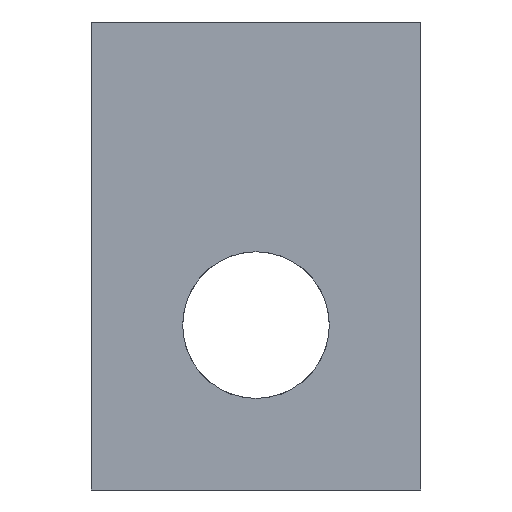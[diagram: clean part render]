
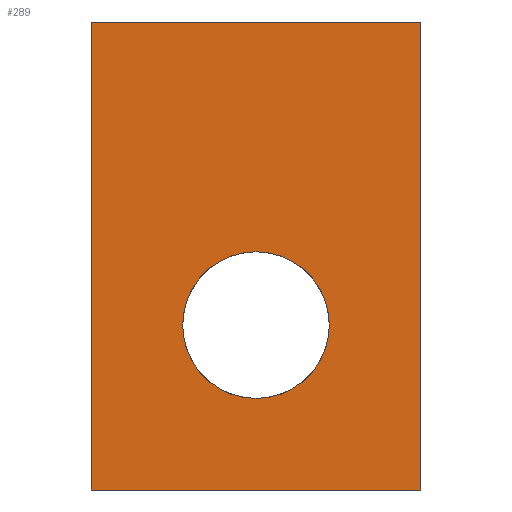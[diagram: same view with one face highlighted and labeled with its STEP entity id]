
A CAD part, left-side view. The second image highlights one B-rep face of the part: STEP entity #289.
In plain terms, the highlighted planar face has unit normal (-1, 0, 0).
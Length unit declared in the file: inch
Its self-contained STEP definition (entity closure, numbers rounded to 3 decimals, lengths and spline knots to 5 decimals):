
#13 = VERTEX_POINT ( 'NONE', #935 ) ;
#18 = DIRECTION ( 'NONE',  ( 1., 0., 0. ) ) ;
#53 = CIRCLE ( 'NONE', #594, 0.05325 ) ;
#61 = LINE ( 'NONE', #525, #633 ) ;
#109 = CARTESIAN_POINT ( 'NONE',  ( -0.66, 0., -0.16985 ) ) ;
#114 = CARTESIAN_POINT ( 'NONE',  ( -0.66, 0.2394, 0.16985 ) ) ;
#133 = VERTEX_POINT ( 'NONE', #678 ) ;
#135 = ORIENTED_EDGE ( 'NONE', *, *, #899, .T. ) ;
#139 = DIRECTION ( 'NONE',  ( 1., 0., 0. ) ) ;
#147 = VERTEX_POINT ( 'NONE', #345 ) ;
#151 = DIRECTION ( 'NONE',  ( 0., -1., 0. ) ) ;
#279 = CIRCLE ( 'NONE', #280, 0.05325 ) ;
#280 = AXIS2_PLACEMENT_3D ( 'NONE', #860, #428, #924 ) ;
#289 = ADVANCED_FACE ( 'NONE', ( #720, #908 ), #335, .F. ) ;
#303 = CARTESIAN_POINT ( 'NONE',  ( -0.66, 0.2394, -0.16985 ) ) ;
#335 = PLANE ( 'NONE',  #914 ) ;
#336 = DIRECTION ( 'NONE',  ( 0., -1., 0. ) ) ;
#337 = DIRECTION ( 'NONE',  ( 0., 0., 1. ) ) ;
#340 = ORIENTED_EDGE ( 'NONE', *, *, #780, .F. ) ;
#345 = CARTESIAN_POINT ( 'NONE',  ( -0.66, 0., 0.16985 ) ) ;
#353 = ORIENTED_EDGE ( 'NONE', *, *, #447, .T. ) ;
#359 = VECTOR ( 'NONE', #336, 39.37008 ) ;
#370 = DIRECTION ( 'NONE',  ( 0., 0., -1. ) ) ;
#376 = EDGE_CURVE ( 'NONE', #786, #147, #61, .T. ) ;
#393 = CARTESIAN_POINT ( 'NONE',  ( -0.66, 0.2394, 0.16985 ) ) ;
#398 = ORIENTED_EDGE ( 'NONE', *, *, #638, .T. ) ;
#418 = LINE ( 'NONE', #303, #757 ) ;
#428 = DIRECTION ( 'NONE',  ( 1., 0., 0. ) ) ;
#447 = EDGE_CURVE ( 'NONE', #13, #786, #418, .T. ) ;
#466 = CARTESIAN_POINT ( 'NONE',  ( -0.66, 0.1197, -0.05015 ) ) ;
#514 = VERTEX_POINT ( 'NONE', #853 ) ;
#525 = CARTESIAN_POINT ( 'NONE',  ( -0.66, 0., 0.16985 ) ) ;
#526 = EDGE_CURVE ( 'NONE', #13, #133, #894, .T. ) ;
#531 = DIRECTION ( 'NONE',  ( 0., 0., -1. ) ) ;
#552 = CARTESIAN_POINT ( 'NONE',  ( -0.66, 0.2394, 0.16985 ) ) ;
#560 = CARTESIAN_POINT ( 'NONE',  ( -0.66, 0.1197, -0.1034 ) ) ;
#592 = DIRECTION ( 'NONE',  ( 0., 0., 1. ) ) ;
#594 = AXIS2_PLACEMENT_3D ( 'NONE', #466, #18, #531 ) ;
#633 = VECTOR ( 'NONE', #592, 39.37008 ) ;
#638 = EDGE_CURVE ( 'NONE', #514, #872, #53, .T. ) ;
#663 = VECTOR ( 'NONE', #337, 39.37008 ) ;
#677 = ORIENTED_EDGE ( 'NONE', *, *, #526, .F. ) ;
#678 = CARTESIAN_POINT ( 'NONE',  ( -0.66, 0.2394, 0.16985 ) ) ;
#720 = FACE_BOUND ( 'NONE', #889, .T. ) ;
#757 = VECTOR ( 'NONE', #151, 39.37008 ) ;
#780 = EDGE_CURVE ( 'NONE', #133, #147, #905, .T. ) ;
#786 = VERTEX_POINT ( 'NONE', #109 ) ;
#853 = CARTESIAN_POINT ( 'NONE',  ( -0.66, 0.1197, 0.0031 ) ) ;
#860 = CARTESIAN_POINT ( 'NONE',  ( -0.66, 0.1197, -0.05015 ) ) ;
#872 = VERTEX_POINT ( 'NONE', #560 ) ;
#889 = EDGE_LOOP ( 'NONE', ( #135, #398 ) ) ;
#894 = LINE ( 'NONE', #393, #663 ) ;
#899 = EDGE_CURVE ( 'NONE', #872, #514, #279, .T. ) ;
#905 = LINE ( 'NONE', #552, #359 ) ;
#908 = FACE_OUTER_BOUND ( 'NONE', #909, .T. ) ;
#909 = EDGE_LOOP ( 'NONE', ( #938, #340, #677, #353 ) ) ;
#914 = AXIS2_PLACEMENT_3D ( 'NONE', #114, #139, #370 ) ;
#924 = DIRECTION ( 'NONE',  ( 0., 0., -1. ) ) ;
#935 = CARTESIAN_POINT ( 'NONE',  ( -0.66, 0.2394, -0.16985 ) ) ;
#938 = ORIENTED_EDGE ( 'NONE', *, *, #376, .T. ) ;
